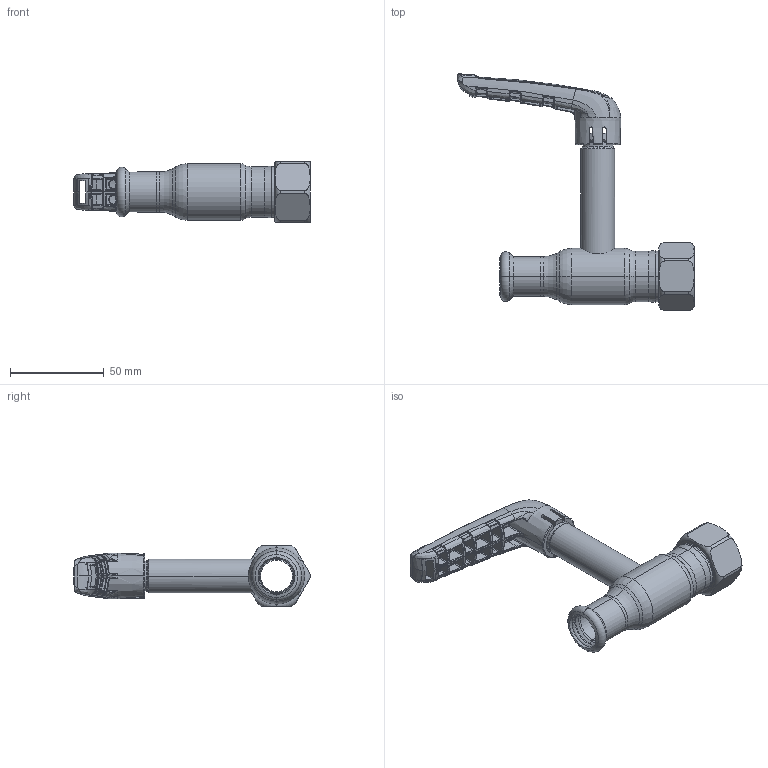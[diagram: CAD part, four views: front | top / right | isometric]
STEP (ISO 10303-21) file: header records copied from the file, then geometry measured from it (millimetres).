
FILE_DESCRIPTION (( 'STEP AP214' ), '1' );
FILE_NAME ('2015001011-xxxx.step', '2019-05-10T10:36:32', ( '' ), ( '' ), 'SwSTEP 2.0', 'SolidWorks 2017', '' );
FILE_SCHEMA (( 'AUTOMOTIVE_DESIGN' ));
Length unit declared in the file: millimetre
Products named in the file (1): 2015001011-xxxx
Bounding box: 126.28 x 126.08 x 32 mm (x, y, z)
Surface area: 26850.2 mm2 (no closed solid volume)
Topology: 0 solids, 8 shells, 828 faces, 2486 edges, 1559 vertices
Faces by surface type: bspline 670, plane 58, cylinder 44, cone 29, torus 27
Entity records: 59978 total; most frequent: CARTESIAN_POINT 34725, ORIENTED_EDGE 4249, EDGE_CURVE 2458, B_SPLINE_CURVE_WITH_KNOTS 1701, DIRECTION 1635, VERTEX_POINT 1559, EDGE_LOOP 852, UNCERTAINTY_MEASURE_WITH_UNIT 830
